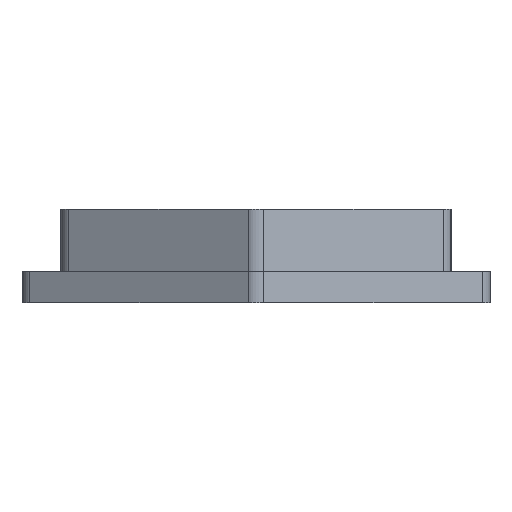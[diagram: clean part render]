
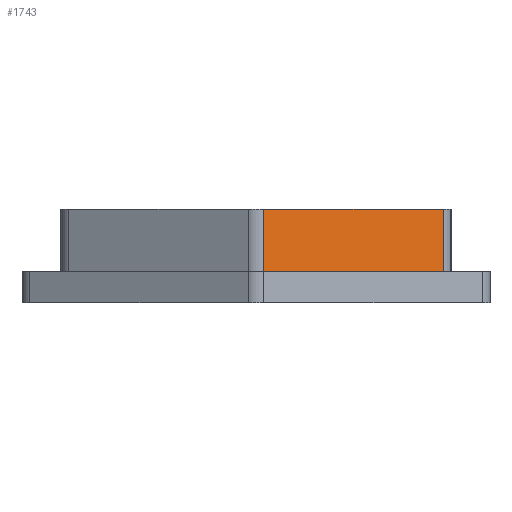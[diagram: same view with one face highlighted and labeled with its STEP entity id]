
A CAD part, left-side view. The second image highlights one B-rep face of the part: STEP entity #1743.
In plain terms, the highlighted planar face has unit normal (-0.866, -0.5, 0).
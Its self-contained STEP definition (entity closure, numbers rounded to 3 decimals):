
#75=PLANE('',#1887);
#129=FACE_OUTER_BOUND('',#221,.T.);
#221=EDGE_LOOP('',(#1253,#1254,#1255,#1256));
#363=LINE('',#2704,#520);
#364=LINE('',#2707,#521);
#365=LINE('',#2709,#522);
#366=LINE('',#2710,#523);
#520=VECTOR('',#2169,10.);
#521=VECTOR('',#2172,10.);
#522=VECTOR('',#2173,10.);
#523=VECTOR('',#2174,10.);
#781=VERTEX_POINT('',#2700);
#782=VERTEX_POINT('',#2702);
#783=VERTEX_POINT('',#2706);
#784=VERTEX_POINT('',#2708);
#973=EDGE_CURVE('',#781,#782,#363,.T.);
#974=EDGE_CURVE('',#783,#781,#364,.T.);
#975=EDGE_CURVE('',#784,#782,#365,.T.);
#976=EDGE_CURVE('',#783,#784,#366,.T.);
#1253=ORIENTED_EDGE('',*,*,#974,.T.);
#1254=ORIENTED_EDGE('',*,*,#973,.T.);
#1255=ORIENTED_EDGE('',*,*,#975,.F.);
#1256=ORIENTED_EDGE('',*,*,#976,.F.);
#1743=ADVANCED_FACE('',(#129),#75,.T.);
#1887=AXIS2_PLACEMENT_3D('',#2705,#2170,#2171);
#2169=DIRECTION('',(0.,0.,1.));
#2170=DIRECTION('center_axis',(-0.866,-0.5,0.));
#2171=DIRECTION('ref_axis',(0.5,-0.866,0.));
#2172=DIRECTION('',(0.5,-0.866,0.));
#2173=DIRECTION('',(0.5,-0.866,0.));
#2174=DIRECTION('',(0.,0.,1.));
#2700=CARTESIAN_POINT('',(-15.011,-24.,0.));
#2702=CARTESIAN_POINT('',(-15.011,-24.,8.));
#2704=CARTESIAN_POINT('',(-15.011,-24.,0.));
#2705=CARTESIAN_POINT('Origin',(-28.29,-1.,0.));
#2706=CARTESIAN_POINT('',(-28.29,-1.,0.));
#2707=CARTESIAN_POINT('',(-28.29,-1.,0.));
#2708=CARTESIAN_POINT('',(-28.29,-1.,8.));
#2709=CARTESIAN_POINT('',(-28.29,-1.,8.));
#2710=CARTESIAN_POINT('',(-28.29,-1.,0.));
